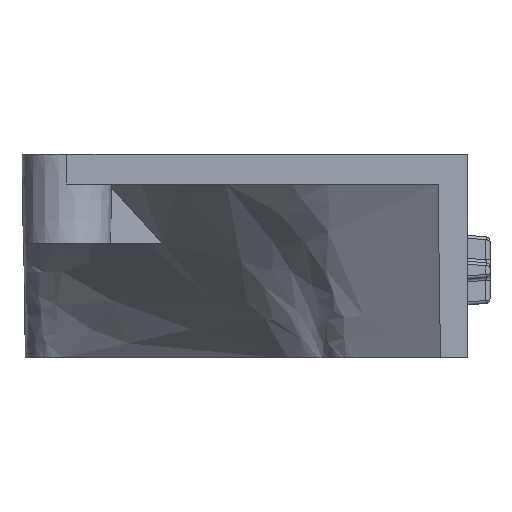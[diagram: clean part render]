
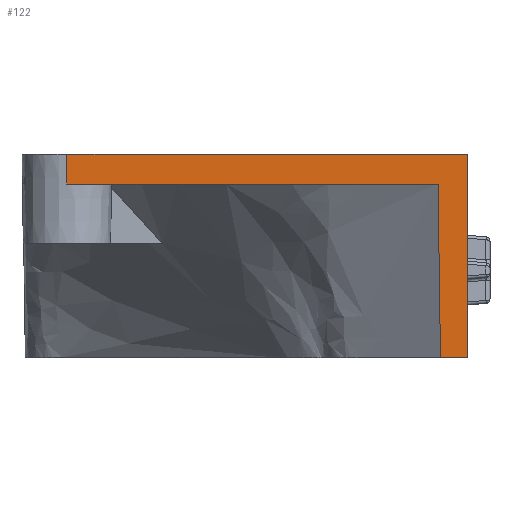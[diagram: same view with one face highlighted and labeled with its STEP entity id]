
A CAD part, front view. The second image highlights one B-rep face of the part: STEP entity #122.
In plain terms, the highlighted planar face has unit normal (0, -1, -0.014).
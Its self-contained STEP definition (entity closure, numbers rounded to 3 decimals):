
#122 = ADVANCED_FACE ( 'NONE', ( #6125 ), #2631, .T. ) ;
#303 = LINE ( 'NONE', #1872, #9411 ) ;
#769 = VECTOR ( 'NONE', #2723, 1000. ) ;
#1066 = ORIENTED_EDGE ( 'NONE', *, *, #3207, .T. ) ;
#1469 = LINE ( 'NONE', #1706, #1985 ) ;
#1561 = VECTOR ( 'NONE', #4439, 1000. ) ;
#1706 = CARTESIAN_POINT ( 'NONE',  ( -27., -6997.64, 499000. ) ) ;
#1872 = CARTESIAN_POINT ( 'NONE',  ( -2., -30., 12. ) ) ;
#1985 = VECTOR ( 'NONE', #10280, 1000. ) ;
#2326 = LINE ( 'NONE', #10907, #9552 ) ;
#2512 = DIRECTION ( 'NONE',  ( 1., 0., 0. ) ) ;
#2631 = PLANE ( 'NONE',  #7781 ) ;
#2709 = DIRECTION ( 'NONE',  ( 0.014, 0.014, -1. ) ) ;
#2723 = DIRECTION ( 'NONE',  ( 0., -0.014, 1. ) ) ;
#2776 = CARTESIAN_POINT ( 'NONE',  ( 0., -30., 12. ) ) ;
#3207 = EDGE_CURVE ( 'NONE', #5098, #7202, #6210, .T. ) ;
#3247 = ORIENTED_EDGE ( 'NONE', *, *, #5097, .T. ) ;
#3542 = CARTESIAN_POINT ( 'NONE',  ( -27., -30.028, 14. ) ) ;
#4103 = VECTOR ( 'NONE', #9794, 1000. ) ;
#4131 = CARTESIAN_POINT ( 'NONE',  ( 0., -30.028, 14. ) ) ;
#4305 = EDGE_CURVE ( 'NONE', #7202, #11117, #4731, .T. ) ;
#4338 = CARTESIAN_POINT ( 'NONE',  ( -2., -30., 12. ) ) ;
#4383 = EDGE_CURVE ( 'NONE', #5024, #8570, #7007, .T. ) ;
#4439 = DIRECTION ( 'NONE',  ( 1., 0., 0. ) ) ;
#4731 = LINE ( 'NONE', #8924, #4103 ) ;
#4840 = EDGE_CURVE ( 'NONE', #5024, #11117, #1469, .T. ) ;
#5024 = VERTEX_POINT ( 'NONE', #6115 ) ;
#5097 = EDGE_CURVE ( 'NONE', #8560, #5098, #2326, .T. ) ;
#5098 = VERTEX_POINT ( 'NONE', #8830 ) ;
#5203 = CARTESIAN_POINT ( 'NONE',  ( 0., -30., 12. ) ) ;
#5967 = CARTESIAN_POINT ( 'NONE',  ( 0., -30., 12. ) ) ;
#6115 = CARTESIAN_POINT ( 'NONE',  ( -27., -30., 12. ) ) ;
#6125 = FACE_OUTER_BOUND ( 'NONE', #10379, .T. ) ;
#6145 = ORIENTED_EDGE ( 'NONE', *, *, #4840, .F. ) ;
#6172 = ORIENTED_EDGE ( 'NONE', *, *, #4305, .T. ) ;
#6210 = LINE ( 'NONE', #5203, #769 ) ;
#6861 = ORIENTED_EDGE ( 'NONE', *, *, #4383, .T. ) ;
#7007 = LINE ( 'NONE', #5967, #1561 ) ;
#7159 = DIRECTION ( 'NONE',  ( 0., 0.014, -1. ) ) ;
#7202 = VERTEX_POINT ( 'NONE', #4131 ) ;
#7781 = AXIS2_PLACEMENT_3D ( 'NONE', #2776, #9589, #7159 ) ;
#8548 = EDGE_CURVE ( 'NONE', #8570, #8560, #303, .T. ) ;
#8560 = VERTEX_POINT ( 'NONE', #9466 ) ;
#8570 = VERTEX_POINT ( 'NONE', #4338 ) ;
#8830 = CARTESIAN_POINT ( 'NONE',  ( 0., -29.837, 0.3 ) ) ;
#8924 = CARTESIAN_POINT ( 'NONE',  ( -17., -30.028, 14. ) ) ;
#9411 = VECTOR ( 'NONE', #2709, 1000. ) ;
#9466 = CARTESIAN_POINT ( 'NONE',  ( -1.837, -29.837, 0.3 ) ) ;
#9552 = VECTOR ( 'NONE', #2512, 1000. ) ;
#9589 = DIRECTION ( 'NONE',  ( 0., -1., -0.014 ) ) ;
#9633 = ORIENTED_EDGE ( 'NONE', *, *, #8548, .T. ) ;
#9794 = DIRECTION ( 'NONE',  ( -1., 0., 0. ) ) ;
#10280 = DIRECTION ( 'NONE',  ( 0., -0.014, 1. ) ) ;
#10379 = EDGE_LOOP ( 'NONE', ( #3247, #1066, #6172, #6145, #6861, #9633 ) ) ;
#10907 = CARTESIAN_POINT ( 'NONE',  ( 0., -29.837, 0.3 ) ) ;
#11117 = VERTEX_POINT ( 'NONE', #3542 ) ;
